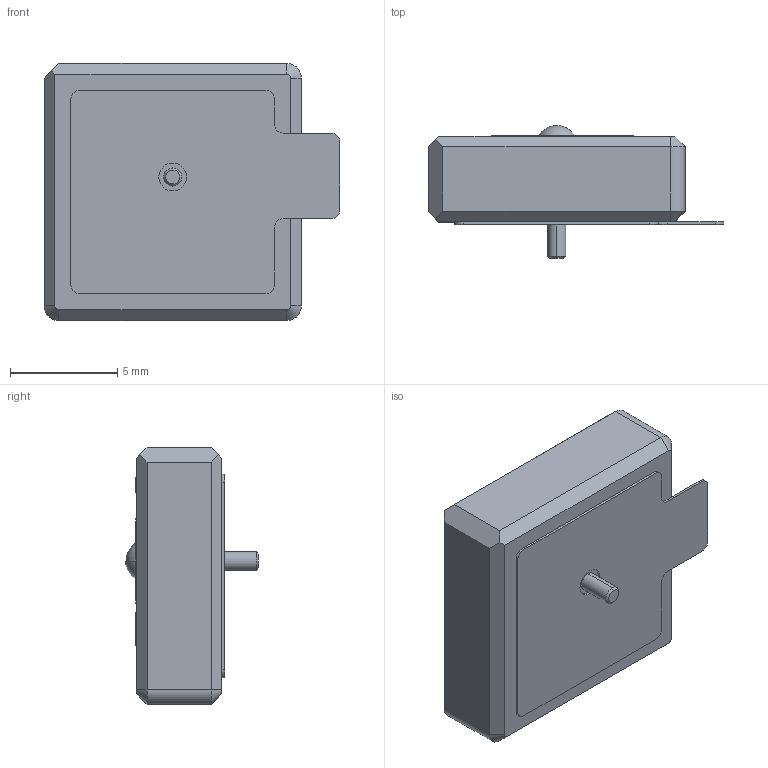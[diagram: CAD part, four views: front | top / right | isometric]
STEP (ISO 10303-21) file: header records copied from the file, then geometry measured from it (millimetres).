
FILE_DESCRIPTION (( 'STEP AP214' ), '1' );
FILE_NAME ('DCP.5900.12.4.A.02_web.STEP', '2020-06-03T09:03:55', ( '' ), ( '' ), 'SwSTEP 2.0', 'SolidWorks 2018', '' );
FILE_SCHEMA (( 'AUTOMOTIVE_DESIGN' ));
Length unit declared in the file: millimetre
Products named in the file (2): DCP.5900.12.4.A.02_web
Bounding box: 13.8 x 6.2 x 12 mm (x, y, z)
Volume: 576.9 mm3; surface area: 477.3 mm2
Topology: 8 solids, 8 shells, 236 faces, 594 edges, 391 vertices
Faces by surface type: plane 147, bspline 56, cylinder 23, cone 8, sphere 2
Entity records: 9800 total; most frequent: CARTESIAN_POINT 4335, ORIENTED_EDGE 1188, DIRECTION 904, EDGE_CURVE 594, VECTOR 424, LINE 424, VERTEX_POINT 391, EDGE_LOOP 259
